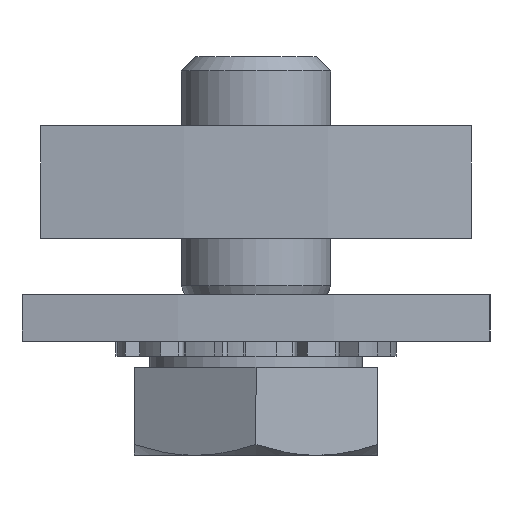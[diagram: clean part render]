
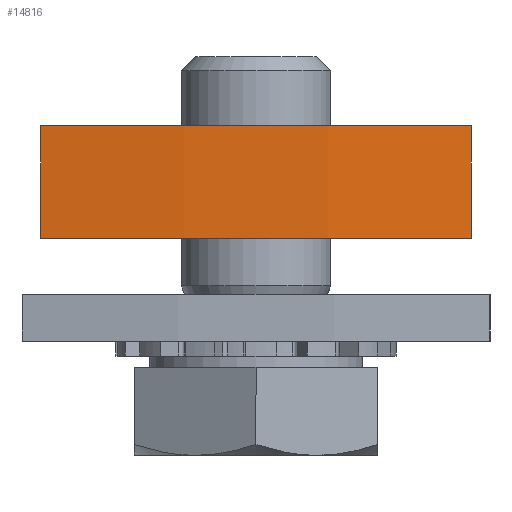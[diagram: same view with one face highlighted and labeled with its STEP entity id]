
A CAD part, left-side view. The second image highlights one B-rep face of the part: STEP entity #14816.
In plain terms, the highlighted cylindrical face has radius 80 mm (diameter 160 mm), a partial arc.
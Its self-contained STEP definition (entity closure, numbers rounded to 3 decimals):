
#14730=CARTESIAN_POINT('',(-74.169,-11.5,6.));
#14731=VERTEX_POINT('',#14730);
#14738=CARTESIAN_POINT('',(-74.169,-11.5,0.0));
#14739=VERTEX_POINT('',#14738);
#14740=CARTESIAN_POINT('',(-74.169,-11.5,6.));
#14741=DIRECTION('',(0.0,0.0,-1.0));
#14742=VECTOR('',#14741,6.);
#14743=LINE('',#14740,#14742);
#14744=EDGE_CURVE('',#14731,#14739,#14743,.T.);
#14761=CARTESIAN_POINT('',(-74.169,11.5,6.));
#14762=VERTEX_POINT('',#14761);
#14769=CARTESIAN_POINT('',(5.0,0.,6.));
#14770=DIRECTION('',(0.0,0.0,1.0));
#14771=DIRECTION('',(0.99,-0.144,0.0));
#14772=AXIS2_PLACEMENT_3D('',#14769,#14770,#14771);
#14773=CIRCLE('',#14772,80.0);
#14774=EDGE_CURVE('',#14762,#14731,#14773,.T.);
#14792=CARTESIAN_POINT('',(5.0,0.,6.));
#14793=DIRECTION('',(0.0,0.0,-1.0));
#14794=DIRECTION('',(0.99,-0.144,0.0));
#14795=AXIS2_PLACEMENT_3D('',#14792,#14793,#14794);
#14796=CYLINDRICAL_SURFACE('',#14795,80.0);
#14797=CARTESIAN_POINT('',(-74.169,11.5,0.0));
#14798=VERTEX_POINT('',#14797);
#14799=CARTESIAN_POINT('',(5.0,0.,0.0));
#14800=DIRECTION('',(0.0,0.0,-1.0));
#14801=DIRECTION('',(0.99,-0.144,0.0));
#14802=AXIS2_PLACEMENT_3D('',#14799,#14800,#14801);
#14803=CIRCLE('',#14802,80.0);
#14804=EDGE_CURVE('',#14739,#14798,#14803,.T.);
#14805=ORIENTED_EDGE('',*,*,#14804,.F.);
#14806=ORIENTED_EDGE('',*,*,#14744,.F.);
#14807=ORIENTED_EDGE('',*,*,#14774,.F.);
#14808=CARTESIAN_POINT('',(-74.169,11.5,0.0));
#14809=DIRECTION('',(0.0,0.0,1.0));
#14810=VECTOR('',#14809,6.);
#14811=LINE('',#14808,#14810);
#14812=EDGE_CURVE('',#14798,#14762,#14811,.T.);
#14813=ORIENTED_EDGE('',*,*,#14812,.F.);
#14814=EDGE_LOOP('',(#14805,#14806,#14807,#14813));
#14815=FACE_OUTER_BOUND('',#14814,.T.);
#14816=ADVANCED_FACE('',(#14815),#14796,.T.);
